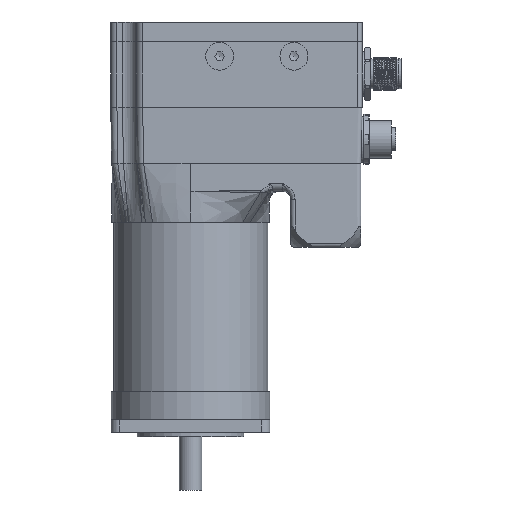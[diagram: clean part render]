
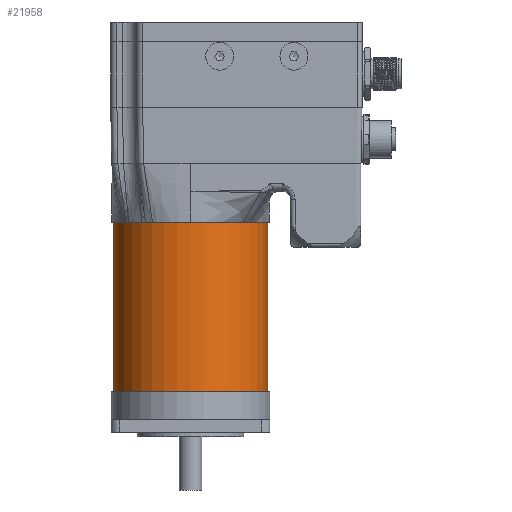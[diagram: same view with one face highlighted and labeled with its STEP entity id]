
A CAD part, left-side view. The second image highlights one B-rep face of the part: STEP entity #21958.
In plain terms, the highlighted cylindrical face has radius 27.5 mm (diameter 55 mm), a full revolution.
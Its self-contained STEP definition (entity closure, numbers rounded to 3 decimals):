
#1967=FACE_OUTER_BOUND('',#3175,.T.);
#3175=EDGE_LOOP('',(#16096,#16097,#16098,#16099));
#4682=LINE('',#35997,#6117);
#6117=VECTOR('',#27584,27.5);
#7223=CIRCLE('',#23372,27.5);
#7351=CIRCLE('',#23633,27.5);
#8736=VERTEX_POINT('',#35208);
#8953=VERTEX_POINT('',#35996);
#11250=EDGE_CURVE('',#8736,#8736,#7223,.T.);
#11580=EDGE_CURVE('',#8736,#8953,#4682,.T.);
#11581=EDGE_CURVE('',#8953,#8953,#7351,.T.);
#16096=ORIENTED_EDGE('',*,*,#11250,.T.);
#16097=ORIENTED_EDGE('',*,*,#11580,.T.);
#16098=ORIENTED_EDGE('',*,*,#11581,.F.);
#16099=ORIENTED_EDGE('',*,*,#11580,.F.);
#20115=CYLINDRICAL_SURFACE('',#23632,27.5);
#21958=ADVANCED_FACE('',(#1967),#20115,.T.);
#23372=AXIS2_PLACEMENT_3D('',#35209,#26920,#26921);
#23632=AXIS2_PLACEMENT_3D('',#35995,#27582,#27583);
#23633=AXIS2_PLACEMENT_3D('',#35998,#27585,#27586);
#26920=DIRECTION('center_axis',(0.,0.,1.));
#26921=DIRECTION('ref_axis',(-1.,0.,0.));
#27582=DIRECTION('center_axis',(0.,0.,-1.));
#27583=DIRECTION('ref_axis',(-1.,0.,0.));
#27584=DIRECTION('',(0.,0.,1.));
#27585=DIRECTION('center_axis',(0.,0.,1.));
#27586=DIRECTION('ref_axis',(-1.,0.,0.));
#35208=CARTESIAN_POINT('',(20.324,-9.533,-128.366));
#35209=CARTESIAN_POINT('Origin',(-7.176,-9.533,-128.366));
#35995=CARTESIAN_POINT('Origin',(-7.176,-9.533,-67.866));
#35996=CARTESIAN_POINT('',(20.324,-9.533,-67.866));
#35997=CARTESIAN_POINT('',(20.324,-9.533,-67.866));
#35998=CARTESIAN_POINT('Origin',(-7.176,-9.533,-67.866));
